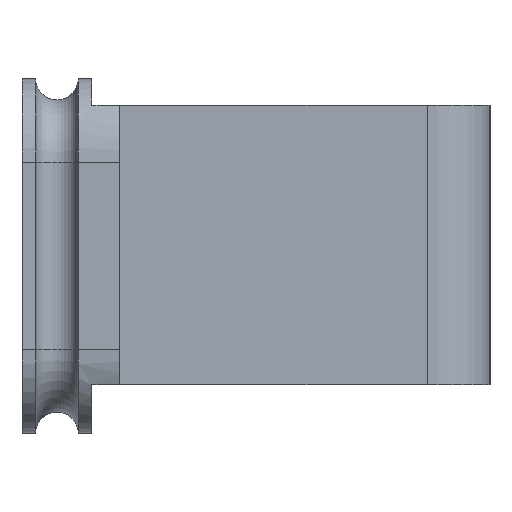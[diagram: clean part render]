
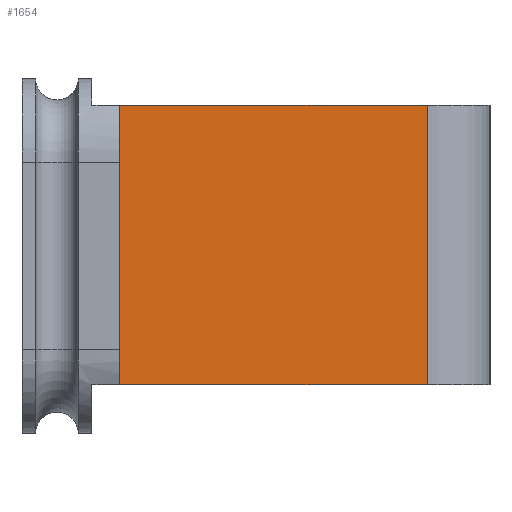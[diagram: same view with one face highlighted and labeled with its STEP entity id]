
A CAD part, left-side view. The second image highlights one B-rep face of the part: STEP entity #1654.
In plain terms, the highlighted planar face has unit normal (-1, 0, 0).
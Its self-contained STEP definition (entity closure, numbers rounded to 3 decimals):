
#267=FACE_OUTER_BOUND('',#408,.T.);
#408=EDGE_LOOP('',(#1507,#1508,#1509,#1510));
#519=LINE('',#2926,#664);
#521=LINE('',#2937,#666);
#551=LINE('',#3037,#696);
#554=LINE('',#3044,#699);
#664=VECTOR('',#2114,11.);
#666=VECTOR('',#2126,11.);
#696=VECTOR('',#2254,10.);
#699=VECTOR('',#2265,10.);
#824=VERTEX_POINT('',#2919);
#826=VERTEX_POINT('',#2924);
#828=VERTEX_POINT('',#2933);
#830=VERTEX_POINT('',#2936);
#1013=EDGE_CURVE('',#824,#826,#519,.T.);
#1016=EDGE_CURVE('',#830,#828,#521,.T.);
#1069=EDGE_CURVE('',#824,#828,#551,.T.);
#1072=EDGE_CURVE('',#826,#830,#554,.T.);
#1507=ORIENTED_EDGE('',*,*,#1013,.T.);
#1508=ORIENTED_EDGE('',*,*,#1072,.T.);
#1509=ORIENTED_EDGE('',*,*,#1016,.T.);
#1510=ORIENTED_EDGE('',*,*,#1069,.F.);
#1565=PLANE('',#1811);
#1654=ADVANCED_FACE('',(#267),#1565,.T.);
#1811=AXIS2_PLACEMENT_3D('',#3045,#2266,#2267);
#2114=DIRECTION('',(0.,-1.,0.));
#2126=DIRECTION('',(0.,1.,0.));
#2254=DIRECTION('',(0.,0.,1.));
#2265=DIRECTION('',(0.,0.,1.));
#2266=DIRECTION('center_axis',(-1.,0.,0.));
#2267=DIRECTION('ref_axis',(0.,0.,1.));
#2919=CARTESIAN_POINT('',(155.455,138.678,1.75));
#2924=CARTESIAN_POINT('',(155.455,127.678,1.75));
#2926=CARTESIAN_POINT('',(155.455,138.678,1.75));
#2933=CARTESIAN_POINT('',(155.455,138.678,11.75));
#2936=CARTESIAN_POINT('',(155.455,127.678,11.75));
#2937=CARTESIAN_POINT('',(155.455,127.678,11.75));
#3037=CARTESIAN_POINT('',(155.455,138.678,1.75));
#3044=CARTESIAN_POINT('',(155.455,127.678,1.75));
#3045=CARTESIAN_POINT('Origin',(155.455,127.678,0.));
